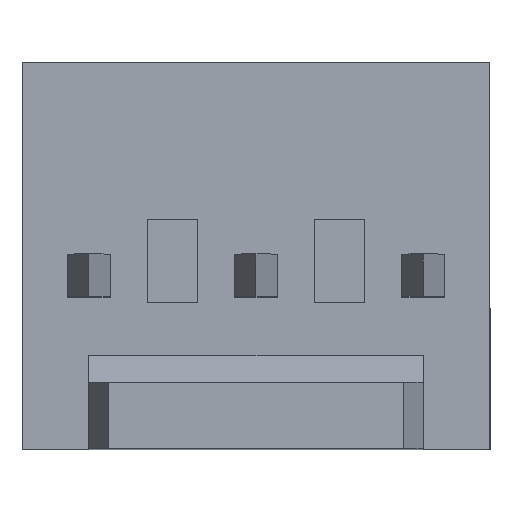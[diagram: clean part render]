
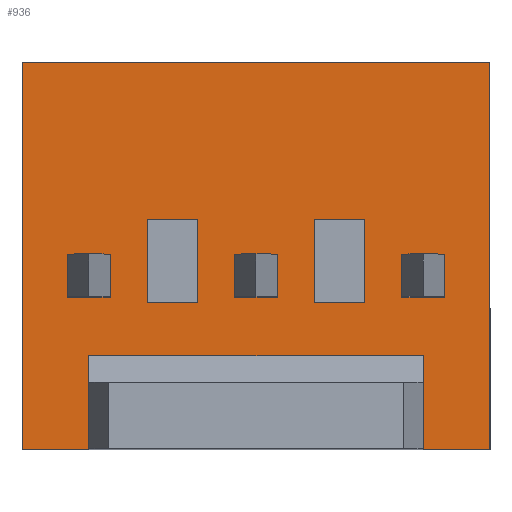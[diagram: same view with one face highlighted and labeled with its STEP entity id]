
A CAD part, top view. The second image highlights one B-rep face of the part: STEP entity #936.
In plain terms, the highlighted planar face has unit normal (0, 0, 1).
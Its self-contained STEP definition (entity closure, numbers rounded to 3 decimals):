
#72=CARTESIAN_POINT('',(-1.625,0.85,3.3));
#73=VERTEX_POINT('',#72);
#80=CARTESIAN_POINT('',(-1.625,-0.4,3.3));
#81=VERTEX_POINT('',#80);
#82=CARTESIAN_POINT('',(-1.625,-0.4,3.3));
#83=DIRECTION('',(0.0,1.0,0.0));
#84=VECTOR('',#83,1.25);
#85=LINE('',#82,#84);
#86=EDGE_CURVE('',#81,#73,#85,.T.);
#110=CARTESIAN_POINT('',(-0.875,0.85,3.3));
#111=VERTEX_POINT('',#110);
#128=CARTESIAN_POINT('',(-0.875,-0.4,3.3));
#129=VERTEX_POINT('',#128);
#136=CARTESIAN_POINT('',(-0.875,0.85,3.3));
#137=DIRECTION('',(0.0,-1.0,0.0));
#138=VECTOR('',#137,1.25);
#139=LINE('',#136,#138);
#140=EDGE_CURVE('',#111,#129,#139,.T.);
#172=CARTESIAN_POINT('',(-0.875,-0.4,3.3));
#173=DIRECTION('',(-1.0,0.0,0.0));
#174=VECTOR('',#173,0.75);
#175=LINE('',#172,#174);
#176=EDGE_CURVE('',#129,#81,#175,.T.);
#191=CARTESIAN_POINT('',(-1.625,0.85,3.3));
#192=DIRECTION('',(1.0,0.0,0.0));
#193=VECTOR('',#192,0.75);
#194=LINE('',#191,#193);
#195=EDGE_CURVE('',#73,#111,#194,.T.);
#208=CARTESIAN_POINT('',(0.875,0.85,3.3));
#209=VERTEX_POINT('',#208);
#216=CARTESIAN_POINT('',(0.875,-0.4,3.3));
#217=VERTEX_POINT('',#216);
#218=CARTESIAN_POINT('',(0.875,-0.4,3.3));
#219=DIRECTION('',(0.0,1.0,0.0));
#220=VECTOR('',#219,1.25);
#221=LINE('',#218,#220);
#222=EDGE_CURVE('',#217,#209,#221,.T.);
#246=CARTESIAN_POINT('',(1.625,0.85,3.3));
#247=VERTEX_POINT('',#246);
#264=CARTESIAN_POINT('',(1.625,-0.4,3.3));
#265=VERTEX_POINT('',#264);
#272=CARTESIAN_POINT('',(1.625,0.85,3.3));
#273=DIRECTION('',(0.0,-1.0,0.0));
#274=VECTOR('',#273,1.25);
#275=LINE('',#272,#274);
#276=EDGE_CURVE('',#247,#265,#275,.T.);
#308=CARTESIAN_POINT('',(1.625,-0.4,3.3));
#309=DIRECTION('',(-1.0,0.0,0.0));
#310=VECTOR('',#309,0.75);
#311=LINE('',#308,#310);
#312=EDGE_CURVE('',#265,#217,#311,.T.);
#327=CARTESIAN_POINT('',(0.875,0.85,3.3));
#328=DIRECTION('',(1.0,0.0,0.0));
#329=VECTOR('',#328,0.75);
#330=LINE('',#327,#329);
#331=EDGE_CURVE('',#209,#247,#330,.T.);
#797=CARTESIAN_POINT('',(3.5,-2.6,3.3));
#798=VERTEX_POINT('',#797);
#799=CARTESIAN_POINT('',(-3.5,-2.6,3.3));
#800=VERTEX_POINT('',#799);
#801=CARTESIAN_POINT('',(3.5,-2.6,3.3));
#802=DIRECTION('',(-1.0,0.0,0.0));
#803=VECTOR('',#802,7.);
#804=LINE('',#801,#803);
#805=EDGE_CURVE('',#798,#800,#804,.T.);
#861=CARTESIAN_POINT('',(3.5,3.2,3.3));
#862=VERTEX_POINT('',#861);
#869=CARTESIAN_POINT('',(3.5,3.2,3.3));
#870=DIRECTION('',(0.0,-1.0,0.0));
#871=VECTOR('',#870,5.8);
#872=LINE('',#869,#871);
#873=EDGE_CURVE('',#862,#798,#872,.T.);
#887=CARTESIAN_POINT('',(-3.5,3.2,3.3));
#888=VERTEX_POINT('',#887);
#899=CARTESIAN_POINT('',(-3.5,-2.6,3.3));
#900=DIRECTION('',(0.0,1.0,0.0));
#901=VECTOR('',#900,5.8);
#902=LINE('',#899,#901);
#903=EDGE_CURVE('',#800,#888,#902,.T.);
#908=CARTESIAN_POINT('',(0.0,0.75,3.3));
#909=DIRECTION('',(0.0,0.0,-1.0));
#910=DIRECTION('',(-1.0,0.0,0.0));
#911=AXIS2_PLACEMENT_3D('',#908,#909,#910);
#912=PLANE('',#911);
#913=CARTESIAN_POINT('',(3.5,3.2,3.3));
#914=DIRECTION('',(-1.0,0.0,0.0));
#915=VECTOR('',#914,7.);
#916=LINE('',#913,#915);
#917=EDGE_CURVE('',#862,#888,#916,.T.);
#918=ORIENTED_EDGE('',*,*,#917,.T.);
#919=ORIENTED_EDGE('',*,*,#903,.F.);
#920=ORIENTED_EDGE('',*,*,#805,.F.);
#921=ORIENTED_EDGE('',*,*,#873,.F.);
#922=EDGE_LOOP('',(#918,#919,#920,#921));
#923=FACE_OUTER_BOUND('',#922,.T.);
#924=ORIENTED_EDGE('',*,*,#140,.T.);
#925=ORIENTED_EDGE('',*,*,#176,.T.);
#926=ORIENTED_EDGE('',*,*,#86,.T.);
#927=ORIENTED_EDGE('',*,*,#195,.T.);
#928=EDGE_LOOP('',(#924,#925,#926,#927));
#929=FACE_BOUND('',#928,.T.);
#930=ORIENTED_EDGE('',*,*,#276,.T.);
#931=ORIENTED_EDGE('',*,*,#312,.T.);
#932=ORIENTED_EDGE('',*,*,#222,.T.);
#933=ORIENTED_EDGE('',*,*,#331,.T.);
#934=EDGE_LOOP('',(#930,#931,#932,#933));
#935=FACE_BOUND('',#934,.T.);
#936=ADVANCED_FACE('',(#923,#929,#935),#912,.F.);
